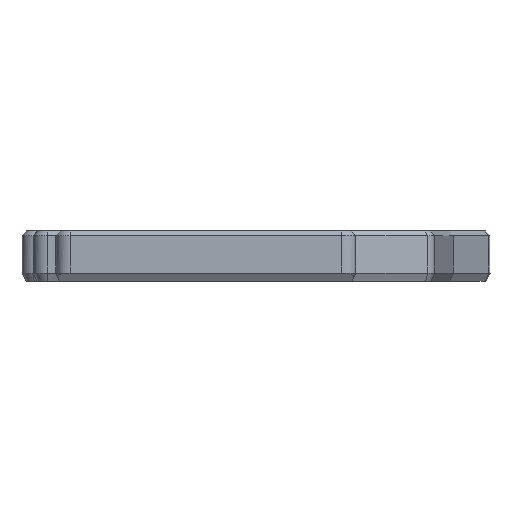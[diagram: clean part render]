
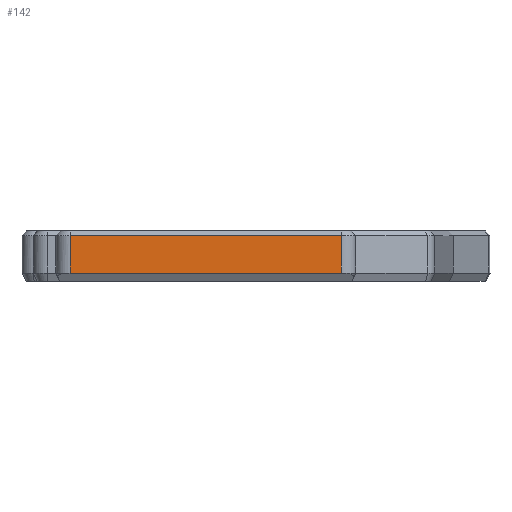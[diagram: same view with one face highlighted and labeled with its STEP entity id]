
A CAD part, left-side view. The second image highlights one B-rep face of the part: STEP entity #142.
In plain terms, the highlighted planar face has unit normal (-1, 0, 0).
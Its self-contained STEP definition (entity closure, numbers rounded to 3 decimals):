
#142=ADVANCED_FACE('',(#300),#2470,.T.);
#300=FACE_OUTER_BOUND('',#466,.T.);
#466=EDGE_LOOP('',(#993,#994,#995,#996));
#993=ORIENTED_EDGE('',*,*,#1622,.F.);
#994=ORIENTED_EDGE('',*,*,#1567,.F.);
#995=ORIENTED_EDGE('',*,*,#1624,.T.);
#996=ORIENTED_EDGE('',*,*,#1625,.F.);
#1567=EDGE_CURVE('',#2292,#2290,#2021,.T.);
#1622=EDGE_CURVE('',#2290,#2323,#1812,.T.);
#1624=EDGE_CURVE('',#2292,#2324,#2055,.T.);
#1625=EDGE_CURVE('',#2323,#2324,#2056,.T.);
#1812=(
BOUNDED_CURVE()
B_SPLINE_CURVE(1,(#4233,#4234),.UNSPECIFIED.,.F.,.F.)
B_SPLINE_CURVE_WITH_KNOTS((2,2),(1.,8.9),.UNSPECIFIED.)
CURVE()
GEOMETRIC_REPRESENTATION_ITEM()
RATIONAL_B_SPLINE_CURVE((1.,1.))
REPRESENTATION_ITEM('')
);
#2021=B_SPLINE_CURVE_WITH_KNOTS('',1,(#4086,#4087),.UNSPECIFIED.,.F.,.F.,
(2,2),(0.,57.154),.UNSPECIFIED.);
#2055=B_SPLINE_CURVE_WITH_KNOTS('',1,(#4238,#4239),.UNSPECIFIED.,.F.,.F.,
(2,2),(1.,8.9),.UNSPECIFIED.);
#2056=B_SPLINE_CURVE_WITH_KNOTS('',1,(#4240,#4241),.UNSPECIFIED.,.F.,.F.,
(2,2),(509.5,546.868),.UNSPECIFIED.);
#2290=VERTEX_POINT('',#3269);
#2292=VERTEX_POINT('',#3271);
#2323=VERTEX_POINT('',#3302);
#2324=VERTEX_POINT('',#3303);
#2470=PLANE('',#2618);
#2618=AXIS2_PLACEMENT_3D('',#2974,#2757,$);
#2757=DIRECTION('',(-1.,0.,0.));
#2974=CARTESIAN_POINT('',(-471.015,449.6,11.18));
#3269=CARTESIAN_POINT('',(-471.015,449.6,11.18));
#3271=CARTESIAN_POINT('',(-471.015,506.754,11.18));
#3302=CARTESIAN_POINT('',(-471.015,449.6,3.28));
#3303=CARTESIAN_POINT('',(-471.015,506.754,3.28));
#4086=CARTESIAN_POINT('',(-471.015,506.754,11.18));
#4087=CARTESIAN_POINT('',(-471.015,449.6,11.18));
#4233=CARTESIAN_POINT('',(-471.015,449.6,11.18));
#4234=CARTESIAN_POINT('',(-471.015,449.6,3.28));
#4238=CARTESIAN_POINT('',(-471.015,506.754,11.18));
#4239=CARTESIAN_POINT('',(-471.015,506.754,3.28));
#4240=CARTESIAN_POINT('',(-471.015,449.6,3.28));
#4241=CARTESIAN_POINT('',(-471.015,506.754,3.28));
